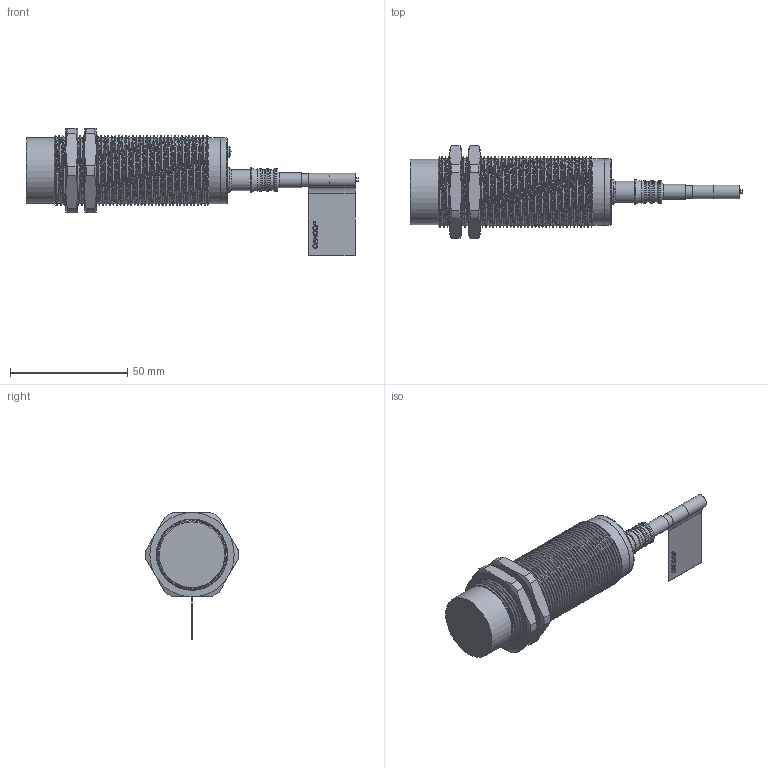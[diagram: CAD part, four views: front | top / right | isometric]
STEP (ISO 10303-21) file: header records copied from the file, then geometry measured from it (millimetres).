
FILE_DESCRIPTION(/* description */ ('Unknown'),/* implementation_level */ '2;1');
FILE_NAME(/* name */ '_VBI-M30-91S',/* time_stamp */ '2021-07-12T13:26:25+05:00',/* author */ ('Unknown'),/* organization */ ('Unknown'),/* preprocessor_version */ 'ST-DEVELOPER v16.7',/* originating_system */ 'Solid Edge',/* authorisation */ 'Unknown');
FILE_SCHEMA (('AUTOMOTIVE_DESIGN {1 0 10303 214 3 1 1}'));
Length unit declared in the file: millimetre
Products named in the file (18): 11.182.000 (2); Ñáîðêà ïëàòû (2); Ïëàòà; ×àøêà ×26; À4.015 Êàðêàñ êàòóøêè; Ã0.018 Êîëïà÷îê; Ä1.001 Äåðæàòåëü; Ê1.011 Ãàéêà Ì30õ1,5; ﾎ0.008 ﾋ竟鈞 褪鮏韶萵; Êîëüöî 20,0õ1,0 (äëÿ äèàìåòðà 30); Ýòèêåòêà 70õ20 äëÿ ÂÁÈ-Ì12 íà êàáåëü; L-34ID êðàñíûé íîæêè 6 ìì; Ý6.006  (Þ01Ý612Õ) ïðÿìîé; Òðóáêà òåðìîóñ ÒÑÒ  GW1 (o5,4); À0.193 Êîðïóñ; 11.180.100 襻铕赅 牮觇; Á2.028 Øòóöåð; Á0.132 Êðûøêà Ì30 (òèï Â; Ñ)
Assembly tree (18 placements, depth 3):
  11.182.000 (2)
    Ñáîðêà ïëàòû (2)
      Ïëàòà
      ×àøêà ×26
      À4.015 Êàðêàñ êàòóøêè
      Ã0.018 Êîëïà÷îê
      Ä1.001 Äåðæàòåëü
    Ê1.011 Ãàéêà Ì30õ1,5  x2
    ﾎ0.008 ﾋ竟鈞 褪鮏韶萵
    Êîëüöî 20,0õ1,0 (äëÿ äèàìåòðà 30)
    Ýòèêåòêà 70õ20 äëÿ ÂÁÈ-Ì12 íà êàáåëü
    L-34ID êðàñíûé íîæêè 6 ìì
    Ý6.006  (Þ01Ý612Õ) ïðÿìîé
    Òðóáêà òåðìîóñ ÒÑÒ  GW1 (o5,4)
    À0.193 Êîðïóñ
    11.180.100 襻铕赅 牮觇
      Á2.028 Øòóöåð
      Á0.132 Êðûøêà Ì30 (òèï Â; Ñ)
Bounding box: 141.7 x 39.48 x 54.22 mm (x, y, z)
Volume: 27181.6 mm3; surface area: 39077.8 mm2
Topology: 16 solids, 16 shells, 420 faces, 950 edges, 604 vertices
Faces by surface type: plane 206, cylinder 128, cone 52, torus 20, bspline 10, sphere 4
Full cylindrical faces by diameter (mm): 0.35 x6, 0.5 x1, 2 x1, 3 x1, 3.1 x1, 3.3 x1, 4.3 x2, 4.9 x1, 5.4 x3, 5.8 x1, 6.4 x1, 7.5 x1, 7.8 x4, 8.4 x6, 8.55 x1, 8.622 x2, 9 x1, 9.5 x2, 9.55 x1, 9.622 x3, 9.65 x2, 10.5 x2, 11.5 x2, 12.8 x1, 21.4 x1, 25.3 x1, 25.5 x1, 26.1 x1, 26.7 x3, 26.75 x1
Entity records: 15839 total; most frequent: CARTESIAN_POINT 6829, DIRECTION 1786, ORIENTED_EDGE 1482, EDGE_CURVE 741, AXIS2_PLACEMENT_3D 701, FACE_BOUND 567, EDGE_LOOP 566, VERTEX_POINT 536
